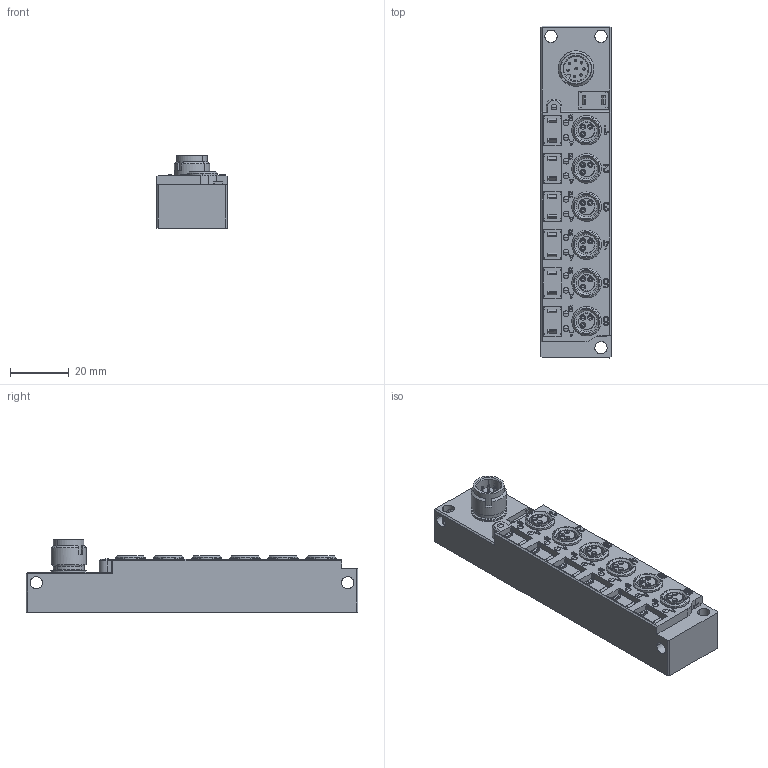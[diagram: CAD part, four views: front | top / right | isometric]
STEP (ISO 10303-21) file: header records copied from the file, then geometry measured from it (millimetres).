
FILE_DESCRIPTION(('CATIA V5 STEP Exchange','CAx-IF Rec.Pracs.--- Model Styling and Organization---1.4--- 2014-01-23'),'2;1');
FILE_NAME ('003677-2_2_1022870000_1022870000.stp','2023-06-05T06:37:43+00:00',('none'),('Weidmueller'),'CATIA Version 5-6 Release 2016 SP3 HF44','CATIA V5 STEP AP214','none');
FILE_SCHEMA(('AUTOMOTIVE_DESIGN { 1 0 10303 214 1 1 1 1 }'));
Products named in the file (1): 1022870000
Bounding box: 24 x 113 x 24.58 mm (x, y, z)
Volume: 44474.6 mm3; surface area: 15361.9 mm2
Topology: 70 solids, 72 shells, 1453 faces, 3629 edges, 2380 vertices
Faces by surface type: plane 649, cylinder 286, bspline 233, cone 169, torus 58, sphere 58
Entity records: 47183 total; most frequent: CARTESIAN_POINT 15945, ORIENTED_EDGE 7194, DIRECTION 4639, EDGE_CURVE 3597, VERTEX_POINT 2380, AXIS2_PLACEMENT_3D 1860, VECTOR 1647, LINE 1647
